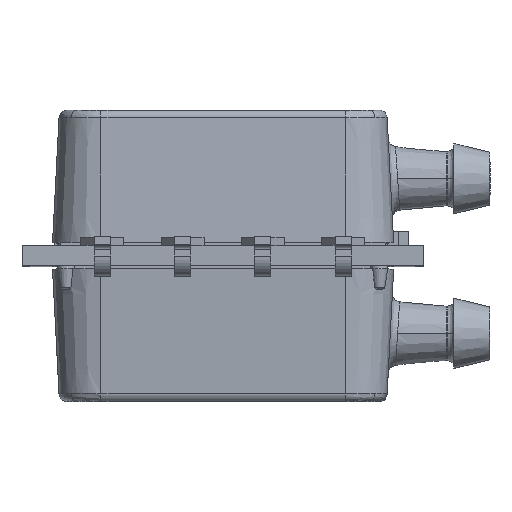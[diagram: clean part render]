
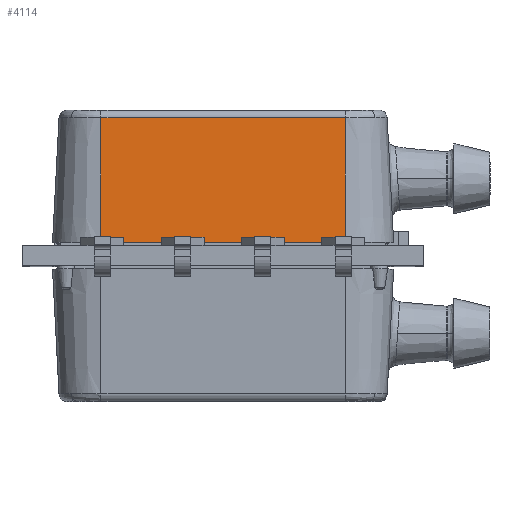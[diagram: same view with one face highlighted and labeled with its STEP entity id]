
A CAD part, top view. The second image highlights one B-rep face of the part: STEP entity #4114.
In plain terms, the highlighted face is planar.
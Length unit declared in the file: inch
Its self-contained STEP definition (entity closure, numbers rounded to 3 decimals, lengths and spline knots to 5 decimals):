
#263 = LINE ( 'NONE', #2540, #264 ) ;
#264 = VECTOR ( 'NONE', #2542, 39.37008 ) ;
#308 = VECTOR ( 'NONE', #1636, 39.37008 ) ;
#314 = LINE ( 'NONE', #1576, #344 ) ;
#344 = VECTOR ( 'NONE', #1627, 39.37008 ) ;
#347 = LINE ( 'NONE', #1614, #308 ) ;
#964 = FACE_OUTER_BOUND ( 'NONE', #9884, .T. ) ;
#1348 = VECTOR ( 'NONE', #2281, 39.37008 ) ;
#1359 = LINE ( 'NONE', #2273, #1348 ) ;
#1576 = CARTESIAN_POINT ( 'NONE',  ( -0.12623, 0.2455, 0.16875 ) ) ;
#1614 = CARTESIAN_POINT ( 'NONE',  ( -0.12559, 0.23735, 0.32427 ) ) ;
#1627 = DIRECTION ( 'NONE',  ( 0.004, -0.052, 0.999 ) ) ;
#1636 = DIRECTION ( 'NONE',  ( -1., 0., 0. ) ) ;
#2273 = CARTESIAN_POINT ( 'NONE',  ( 0.18107, 0.2455, 0.16875 ) ) ;
#2281 = DIRECTION ( 'NONE',  ( -1., 0., 0. ) ) ;
#2540 = CARTESIAN_POINT ( 'NONE',  ( 0.17859, 0.23735, 0.32427 ) ) ;
#2542 = DIRECTION ( 'NONE',  ( 0.004, 0.052, -0.999 ) ) ;
#4114 = ADVANCED_FACE ( 'NONE', ( #964 ), #7705, .T. ) ;
#4362 = AXIS2_PLACEMENT_3D ( 'NONE', #7700, #7694, #7676 ) ;
#4804 = EDGE_CURVE ( 'NONE', #5491, #5585, #1359, .T. ) ;
#4857 = EDGE_CURVE ( 'NONE', #5546, #5491, #263, .T. ) ;
#4903 = EDGE_CURVE ( 'NONE', #5585, #5554, #314, .T. ) ;
#4907 = EDGE_CURVE ( 'NONE', #5546, #5554, #347, .T. ) ;
#5491 = VERTEX_POINT ( 'NONE', #12496 ) ;
#5546 = VERTEX_POINT ( 'NONE', #12513 ) ;
#5554 = VERTEX_POINT ( 'NONE', #12529 ) ;
#5585 = VERTEX_POINT ( 'NONE', #12608 ) ;
#7676 = DIRECTION ( 'NONE',  ( 0., -0.052, 0.999 ) ) ;
#7694 = DIRECTION ( 'NONE',  ( 0., 0.999, 0.052 ) ) ;
#7700 = CARTESIAN_POINT ( 'NONE',  ( 0.18107, 0.2455, 0.16875 ) ) ;
#7705 = PLANE ( 'NONE',  #4362 ) ;
#9884 = EDGE_LOOP ( 'NONE', ( #10697, #10685, #10698, #10699 ) ) ;
#10685 = ORIENTED_EDGE ( 'NONE', *, *, #4903, .T. ) ;
#10697 = ORIENTED_EDGE ( 'NONE', *, *, #4804, .T. ) ;
#10698 = ORIENTED_EDGE ( 'NONE', *, *, #4907, .F. ) ;
#10699 = ORIENTED_EDGE ( 'NONE', *, *, #4857, .T. ) ;
#12496 = CARTESIAN_POINT ( 'NONE',  ( 0.17923, 0.2455, 0.16875 ) ) ;
#12513 = CARTESIAN_POINT ( 'NONE',  ( 0.17859, 0.23735, 0.32427 ) ) ;
#12529 = CARTESIAN_POINT ( 'NONE',  ( -0.12559, 0.23735, 0.32427 ) ) ;
#12608 = CARTESIAN_POINT ( 'NONE',  ( -0.12623, 0.2455, 0.16875 ) ) ;
